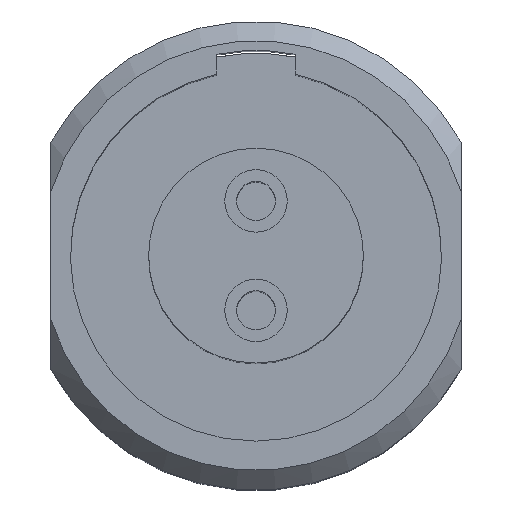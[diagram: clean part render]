
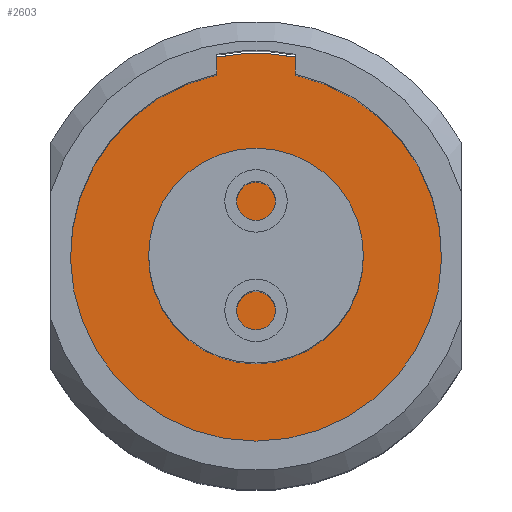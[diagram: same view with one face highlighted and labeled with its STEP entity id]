
A CAD part, top view. The second image highlights one B-rep face of the part: STEP entity #2603.
In plain terms, the highlighted planar face has unit normal (0, 0, 1).
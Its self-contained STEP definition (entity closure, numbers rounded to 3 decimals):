
#2020=CARTESIAN_POINT('',(-1.,5.103,8.55));
#2021=VERTEX_POINT('',#2020);
#2028=CARTESIAN_POINT('',(1.,5.103,8.55));
#2029=VERTEX_POINT('',#2028);
#2030=CARTESIAN_POINT('',(0.,0.,8.55));
#2031=DIRECTION('',(0.0,0.0,-1.0));
#2032=DIRECTION('',(-1.0,0.0,0.0));
#2033=AXIS2_PLACEMENT_3D('',#2030,#2031,#2032);
#2034=CIRCLE('',#2033,5.2);
#2035=EDGE_CURVE('',#2021,#2029,#2034,.T.);
#2070=CARTESIAN_POINT('',(1.,4.644,8.55));
#2071=VERTEX_POINT('',#2070);
#2072=CARTESIAN_POINT('',(1.,4.644,8.55));
#2073=DIRECTION('',(0.0,1.0,0.0));
#2074=VECTOR('',#2073,0.459);
#2075=LINE('',#2072,#2074);
#2076=EDGE_CURVE('',#2071,#2029,#2075,.T.);
#2165=CARTESIAN_POINT('',(-1.,4.644,8.55));
#2166=VERTEX_POINT('',#2165);
#2173=CARTESIAN_POINT('',(-1.,5.103,8.55));
#2174=DIRECTION('',(0.0,-1.0,0.0));
#2175=VECTOR('',#2174,0.459);
#2176=LINE('',#2173,#2175);
#2177=EDGE_CURVE('',#2021,#2166,#2176,.T.);
#2586=CARTESIAN_POINT('',(0.,0.,8.55));
#2587=DIRECTION('',(0.0,0.0,1.0));
#2588=DIRECTION('',(1.0,0.0,0.0));
#2589=AXIS2_PLACEMENT_3D('',#2586,#2587,#2588);
#2590=PLANE('',#2589);
#2591=CARTESIAN_POINT('',(0.,0.,8.55));
#2592=DIRECTION('',(0.0,0.0,1.0));
#2593=DIRECTION('',(1.0,0.0,0.0));
#2594=AXIS2_PLACEMENT_3D('',#2591,#2592,#2593);
#2595=CIRCLE('',#2594,4.75);
#2596=EDGE_CURVE('',#2166,#2071,#2595,.T.);
#2597=ORIENTED_EDGE('',*,*,#2596,.T.);
#2598=ORIENTED_EDGE('',*,*,#2076,.T.);
#2599=ORIENTED_EDGE('',*,*,#2035,.F.);
#2600=ORIENTED_EDGE('',*,*,#2177,.T.);
#2601=EDGE_LOOP('',(#2597,#2598,#2599,#2600));
#2602=FACE_OUTER_BOUND('',#2601,.T.);
#2603=ADVANCED_FACE('',(#2602),#2590,.T.);
